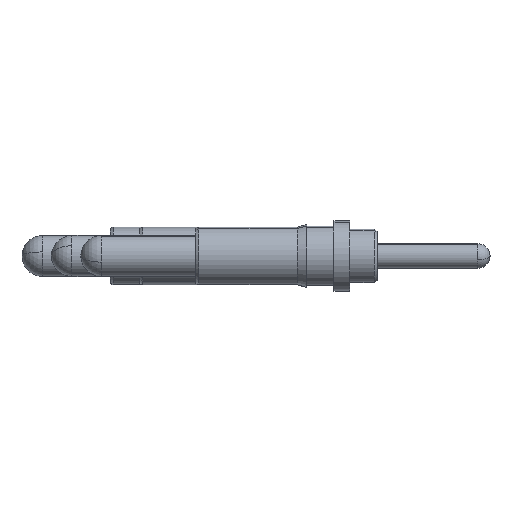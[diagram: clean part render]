
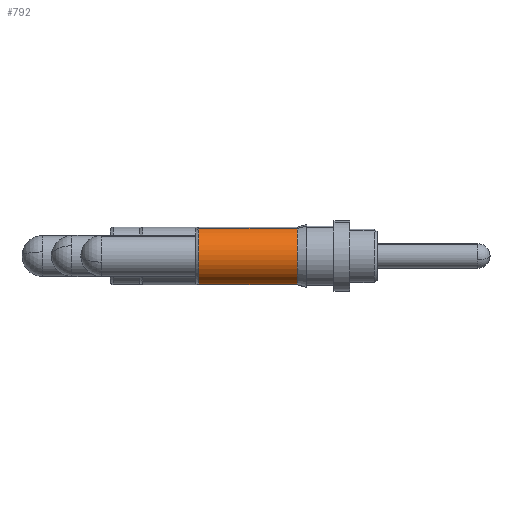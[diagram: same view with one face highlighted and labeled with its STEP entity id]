
A CAD part, left-side view. The second image highlights one B-rep face of the part: STEP entity #792.
In plain terms, the highlighted cylindrical face has radius 0.749 mm (diameter 1.499 mm), a partial arc.
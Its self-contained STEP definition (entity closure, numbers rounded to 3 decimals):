
#117 = CARTESIAN_POINT ( 'NONE',  ( 7.544, 0., 0. ) ) ;
#234 = ORIENTED_EDGE ( 'NONE', *, *, #2505, .T. ) ;
#244 = EDGE_CURVE ( 'NONE', #2686, #1842, #841, .T. ) ;
#441 = DIRECTION ( 'NONE',  ( 0., 0., 1. ) ) ;
#577 = CARTESIAN_POINT ( 'NONE',  ( 0., 0., -0.749 ) ) ;
#743 = EDGE_CURVE ( 'NONE', #1600, #1882, #1708, .T. ) ;
#792 = ADVANCED_FACE ( 'NONE', ( #2390 ), #957, .T. ) ;
#841 = CIRCLE ( 'NONE', #2406, 0.749 ) ;
#890 = CARTESIAN_POINT ( 'NONE',  ( 0., 0., 0. ) ) ;
#957 = CYLINDRICAL_SURFACE ( 'NONE', #2774, 0.749 ) ;
#1244 = DIRECTION ( 'NONE',  ( -1., 0., 0. ) ) ;
#1249 = VECTOR ( 'NONE', #2621, 1000. ) ;
#1265 = ORIENTED_EDGE ( 'NONE', *, *, #244, .T. ) ;
#1370 = AXIS2_PLACEMENT_3D ( 'NONE', #2255, #2022, #441 ) ;
#1433 = DIRECTION ( 'NONE',  ( -1., 0., 0. ) ) ;
#1516 = EDGE_LOOP ( 'NONE', ( #1265, #234, #2184, #2445 ) ) ;
#1600 = VERTEX_POINT ( 'NONE', #2815 ) ;
#1708 = CIRCLE ( 'NONE', #1370, 0.749 ) ;
#1787 = DIRECTION ( 'NONE',  ( -1., 0., 0. ) ) ;
#1842 = VERTEX_POINT ( 'NONE', #2677 ) ;
#1882 = VERTEX_POINT ( 'NONE', #2232 ) ;
#1918 = LINE ( 'NONE', #577, #2460 ) ;
#1929 = CARTESIAN_POINT ( 'NONE',  ( 0., 0., 0.749 ) ) ;
#2022 = DIRECTION ( 'NONE',  ( -1., 0., 0. ) ) ;
#2055 = LINE ( 'NONE', #1929, #1249 ) ;
#2184 = ORIENTED_EDGE ( 'NONE', *, *, #743, .F. ) ;
#2232 = CARTESIAN_POINT ( 'NONE',  ( 4.987, 0., -0.749 ) ) ;
#2255 = CARTESIAN_POINT ( 'NONE',  ( 4.987, 0., 0. ) ) ;
#2390 = FACE_OUTER_BOUND ( 'NONE', #1516, .T. ) ;
#2406 = AXIS2_PLACEMENT_3D ( 'NONE', #117, #1433, #2807 ) ;
#2445 = ORIENTED_EDGE ( 'NONE', *, *, #2511, .F. ) ;
#2460 = VECTOR ( 'NONE', #1244, 1000. ) ;
#2478 = DIRECTION ( 'NONE',  ( 0., 0., 1. ) ) ;
#2496 = CARTESIAN_POINT ( 'NONE',  ( 7.544, 0., 0.749 ) ) ;
#2505 = EDGE_CURVE ( 'NONE', #1842, #1882, #1918, .T. ) ;
#2511 = EDGE_CURVE ( 'NONE', #2686, #1600, #2055, .T. ) ;
#2621 = DIRECTION ( 'NONE',  ( -1., 0., 0. ) ) ;
#2677 = CARTESIAN_POINT ( 'NONE',  ( 7.544, 0., -0.749 ) ) ;
#2686 = VERTEX_POINT ( 'NONE', #2496 ) ;
#2774 = AXIS2_PLACEMENT_3D ( 'NONE', #890, #1787, #2478 ) ;
#2807 = DIRECTION ( 'NONE',  ( 0., 0., 1. ) ) ;
#2815 = CARTESIAN_POINT ( 'NONE',  ( 4.987, 0., 0.749 ) ) ;
